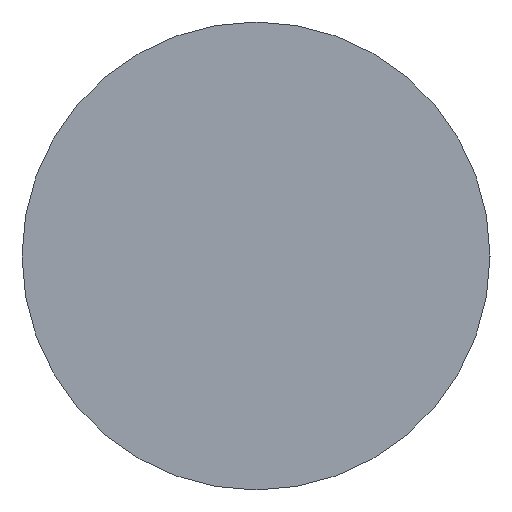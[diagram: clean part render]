
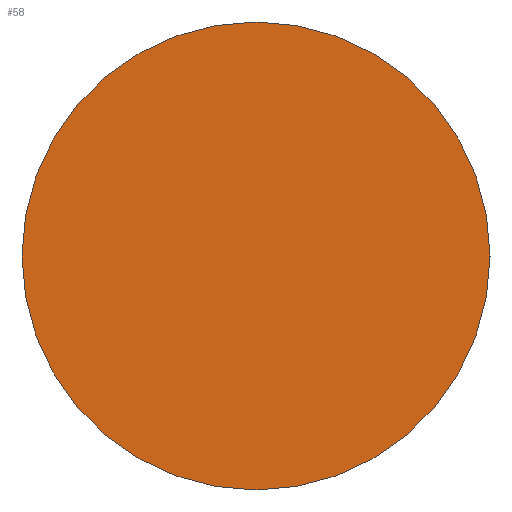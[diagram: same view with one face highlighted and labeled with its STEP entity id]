
A CAD part, left-side view. The second image highlights one B-rep face of the part: STEP entity #58.
In plain terms, the highlighted planar face has unit normal (-1, 0, 0).
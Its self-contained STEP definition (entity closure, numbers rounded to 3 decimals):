
#58=ADVANCED_FACE('',(#73),#68,.T.);
#68=PLANE('',#130);
#73=FACE_OUTER_BOUND('',#79,.T.);
#79=EDGE_LOOP('',(#93));
#93=ORIENTED_EDGE('',*,*,#114,.T.);
#107=VERTEX_POINT('',#181);
#114=EDGE_CURVE('',#107,#107,#121,.T.);
#121=CIRCLE('',#129,5000.);
#129=AXIS2_PLACEMENT_3D('',#180,#147,#148);
#130=AXIS2_PLACEMENT_3D('',#182,#149,#150);
#147=DIRECTION('',(-1.,0.,0.));
#148=DIRECTION('',(0.,0.,1.));
#149=DIRECTION('',(-1.,0.,0.));
#150=DIRECTION('',(0.,0.,1.));
#180=CARTESIAN_POINT('',(-10000.,0.,0.));
#181=CARTESIAN_POINT('',(-10000.,0.,5000.));
#182=CARTESIAN_POINT('',(-10000.,0.,0.));
